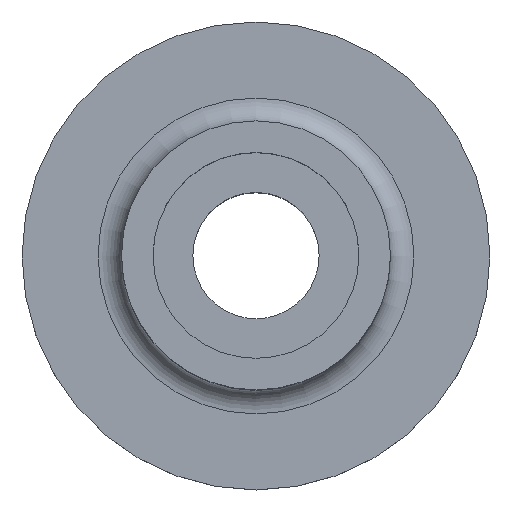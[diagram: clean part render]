
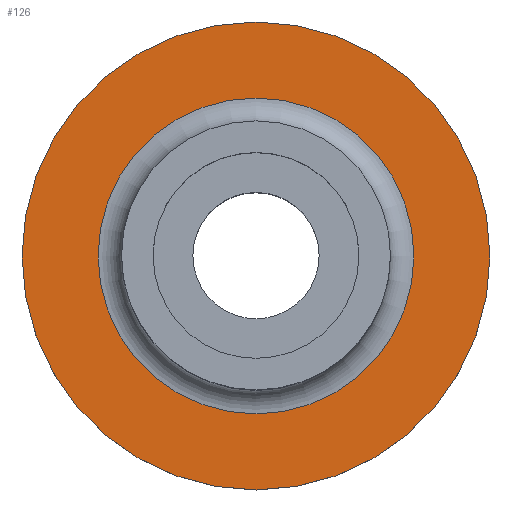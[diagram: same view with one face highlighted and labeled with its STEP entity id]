
A CAD part, top view. The second image highlights one B-rep face of the part: STEP entity #126.
In plain terms, the highlighted planar face has unit normal (0, 0, 1).
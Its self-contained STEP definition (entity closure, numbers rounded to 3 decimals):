
#15=FACE_BOUND('',#47,.T.);
#19=PLANE('',#154);
#37=FACE_OUTER_BOUND('',#46,.T.);
#46=EDGE_LOOP('',(#103));
#47=EDGE_LOOP('',(#104));
#59=CIRCLE('',#150,6.75);
#62=CIRCLE('',#155,10.);
#70=VERTEX_POINT('',#218);
#72=VERTEX_POINT('',#227);
#80=EDGE_CURVE('',#70,#70,#59,.T.);
#84=EDGE_CURVE('',#72,#72,#62,.T.);
#103=ORIENTED_EDGE('',*,*,#84,.T.);
#104=ORIENTED_EDGE('',*,*,#80,.F.);
#126=ADVANCED_FACE('',(#37,#15),#19,.T.);
#150=AXIS2_PLACEMENT_3D('',#220,#175,#176);
#154=AXIS2_PLACEMENT_3D('',#226,#184,#185);
#155=AXIS2_PLACEMENT_3D('',#228,#186,#187);
#175=DIRECTION('center_axis',(0.,0.,1.));
#176=DIRECTION('ref_axis',(1.,0.,0.));
#184=DIRECTION('center_axis',(0.,0.,1.));
#185=DIRECTION('ref_axis',(1.,0.,0.));
#186=DIRECTION('center_axis',(0.,0.,1.));
#187=DIRECTION('ref_axis',(1.,0.,0.));
#218=CARTESIAN_POINT('',(6.75,0.,0.));
#220=CARTESIAN_POINT('Origin',(0.,0.,0.));
#226=CARTESIAN_POINT('Origin',(0.,0.,0.));
#227=CARTESIAN_POINT('',(-10.,0.,0.));
#228=CARTESIAN_POINT('Origin',(0.,0.,0.));
